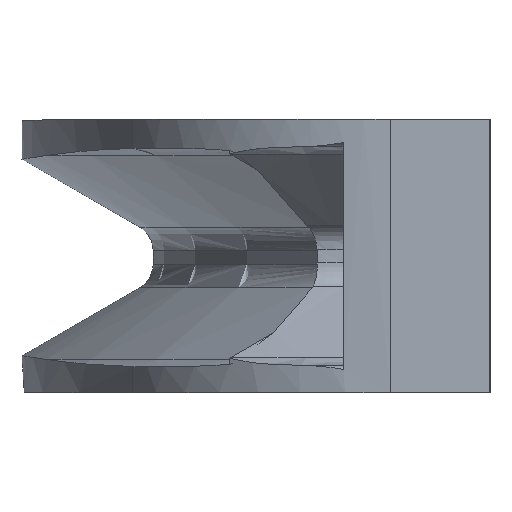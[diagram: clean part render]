
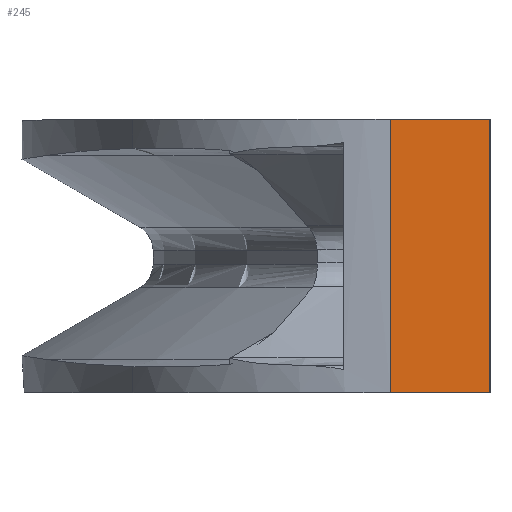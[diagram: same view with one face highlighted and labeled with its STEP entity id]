
A CAD part, left-side view. The second image highlights one B-rep face of the part: STEP entity #245.
In plain terms, the highlighted planar face has unit normal (-1, 0, 0).
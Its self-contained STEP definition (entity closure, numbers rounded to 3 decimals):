
#245 = ADVANCED_FACE( '', ( #536 ), #537, .F. );
#536 = FACE_OUTER_BOUND( '', #868, .T. );
#537 = PLANE( '', #869 );
#868 = EDGE_LOOP( '', ( #1565, #1566, #1567, #1568 ) );
#869 = AXIS2_PLACEMENT_3D( '', #1569, #1570, #1571 );
#1565 = ORIENTED_EDGE( '', *, *, #2295, .T. );
#1566 = ORIENTED_EDGE( '', *, *, #2207, .F. );
#1567 = ORIENTED_EDGE( '', *, *, #2141, .F. );
#1568 = ORIENTED_EDGE( '', *, *, #2296, .T. );
#1569 = CARTESIAN_POINT( '', ( 0., 10.215, 14. ) );
#1570 = DIRECTION( '', ( 1., 0., 0. ) );
#1571 = DIRECTION( '', ( 0., 0., -1. ) );
#2141 = EDGE_CURVE( '', #2643, #2645, #2646, .T. );
#2207 = EDGE_CURVE( '', #2645, #2743, #2752, .T. );
#2295 = EDGE_CURVE( '', #2868, #2743, #2869, .T. );
#2296 = EDGE_CURVE( '', #2643, #2868, #2870, .T. );
#2643 = VERTEX_POINT( '', #3578 );
#2645 = VERTEX_POINT( '', #3580 );
#2646 = LINE( '', #3581, #3582 );
#2743 = VERTEX_POINT( '', #3822 );
#2752 = LINE( '', #3833, #3834 );
#2868 = VERTEX_POINT( '', #4091 );
#2869 = LINE( '', #4092, #4093 );
#2870 = LINE( '', #4094, #4095 );
#3578 = CARTESIAN_POINT( '', ( 0., 10.215, 14. ) );
#3580 = CARTESIAN_POINT( '', ( 0., 0., 14. ) );
#3581 = CARTESIAN_POINT( '', ( 0., 10.215, 14. ) );
#3582 = VECTOR( '', #4485, 1000. );
#3822 = CARTESIAN_POINT( '', ( 0., 0., -14. ) );
#3833 = CARTESIAN_POINT( '', ( 0., 0., 14. ) );
#3834 = VECTOR( '', #4577, 1000. );
#4091 = CARTESIAN_POINT( '', ( 0., 10.215, -14. ) );
#4092 = CARTESIAN_POINT( '', ( 0., 10.215, -14. ) );
#4093 = VECTOR( '', #4663, 1000. );
#4094 = CARTESIAN_POINT( '', ( 0., 10.215, 14. ) );
#4095 = VECTOR( '', #4664, 1000. );
#4485 = DIRECTION( '', ( 0., -1., 0. ) );
#4577 = DIRECTION( '', ( 0., 0., -1. ) );
#4663 = DIRECTION( '', ( 0., -1., 0. ) );
#4664 = DIRECTION( '', ( 0., 0., -1. ) );
